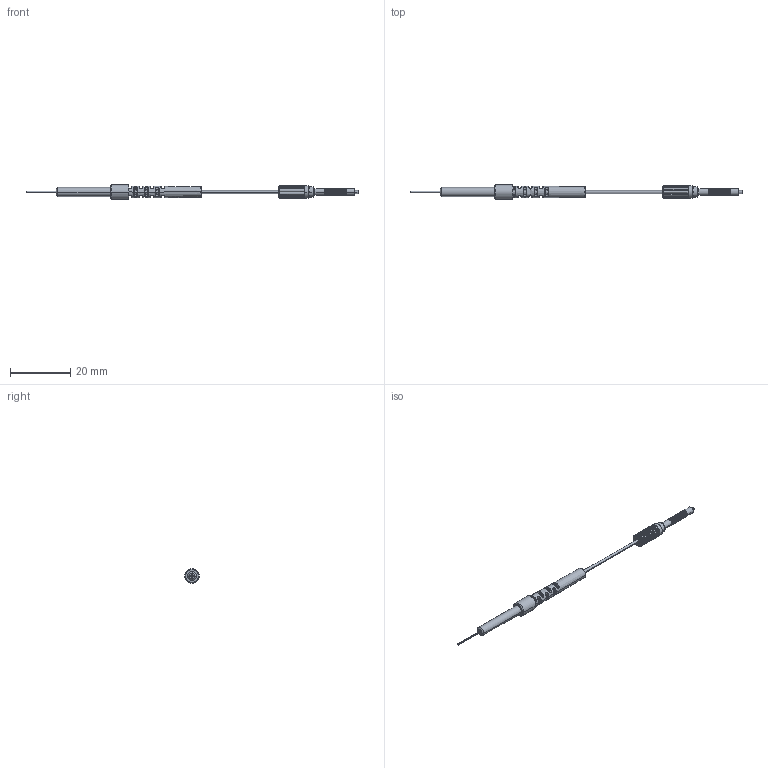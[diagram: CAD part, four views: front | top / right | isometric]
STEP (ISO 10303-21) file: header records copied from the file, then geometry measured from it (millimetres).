
FILE_DESCRIPTION((''),'2;1');
FILE_NAME('PTE3Y10-I-QCX_ASM','2020-06-08T16:01:09',('Administrator'),(''),'CREO PARAMETRIC BY PTC INC, 2018400','CREO PARAMETRIC BY PTC INC, 2018400','');
FILE_SCHEMA(('AUTOMOTIVE_DESIGN { 1 0 10303 214 1 1 1 1 }'));
Length unit declared in the file: millimetre
Products named in the file (7): 3MM-18___; 10XIAN___; JW22_10____; PTM3M4-22____; 10-4MMHT____ASM; 5-25_; PTE3Y10-I-QCX_ASM
Assembly tree (6 placements, depth 3):
  PTE3Y10-I-QCX_ASM
    3MM-18___
    10-4MMHT____ASM
      10XIAN___
      JW22_10____
      PTM3M4-22____
    5-25_
Bounding box: 110 x 4.8 x 4.8 mm (x, y, z)
Volume: 560.2 mm3; surface area: 1625 mm2
Topology: 5 solids, 5 shells, 574 faces, 1394 edges, 844 vertices
Faces by surface type: cylinder 212, plane 158, torus 108, bspline 74, cone 22
Entity records: 24848 total; most frequent: CARTESIAN_POINT 9796, DIRECTION 2926, ORIENTED_EDGE 2788, EDGE_CURVE 1394, AXIS2_PLACEMENT_3D 1326, VERTEX_POINT 844, CIRCLE 810, EDGE_LOOP 624
